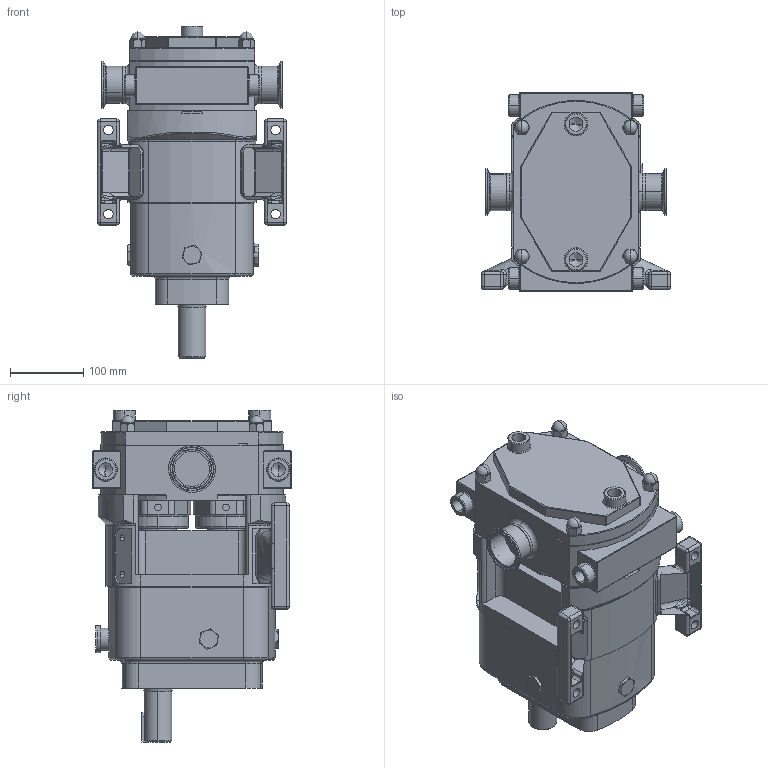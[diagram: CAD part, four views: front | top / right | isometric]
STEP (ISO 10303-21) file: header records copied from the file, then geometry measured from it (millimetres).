
FILE_DESCRIPTION (( 'STEP AP214' ), '1' );
FILE_NAME ('GA4302.STEP', '2024-11-07T16:55:16', ( '' ), ( '' ), 'SwSTEP 2.0', 'SolidWorks 2023', '' );
FILE_SCHEMA (( 'AUTOMOTIVE_DESIGN' ));
Length unit declared in the file: millimetre
Products named in the file (5): Copy of MP30 Half Inch BSP Jacket^GA4302; Copy of CP30-0069-12 H T^GA4302; Copy of Z94-5121-33 - 2 INCH^GA4302; Copy of MP30S Half Inch Jacket^GA4302; GA4302
Assembly tree (6 placements, depth 2):
  GA4302
    Copy of CP30-0069-12 H T^GA4302
    Copy of Z94-5121-33 - 2 INCH^GA4302  x2
    Copy of MP30 Half Inch BSP Jacket^GA4302
    Copy of MP30S Half Inch Jacket^GA4302  x2
Bounding box: 258.39 x 272 x 453.58 mm (x, y, z)
Volume: 12198357 mm3; surface area: 654199.2 mm2
Topology: 6 solids, 6 shells, 876 faces, 2155 edges, 1272 vertices
Faces by surface type: cylinder 298, plane 293, torus 100, bspline 76, cone 61, sphere 48
Entity records: 31383 total; most frequent: CARTESIAN_POINT 12542, DIRECTION 3955, ORIENTED_EDGE 3938, EDGE_CURVE 1969, AXIS2_PLACEMENT_3D 1560, VERTEX_POINT 1198, EDGE_LOOP 871, LINE 835
